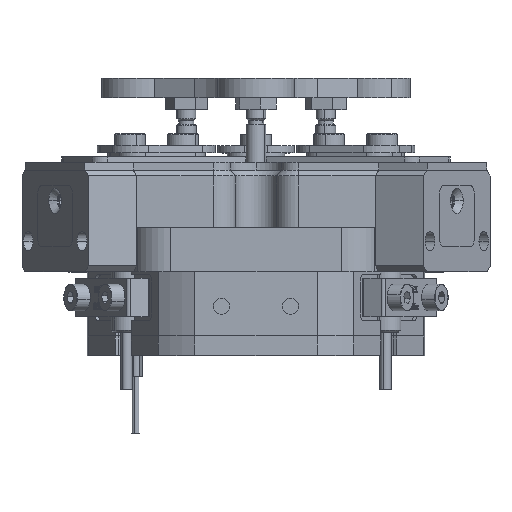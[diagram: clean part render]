
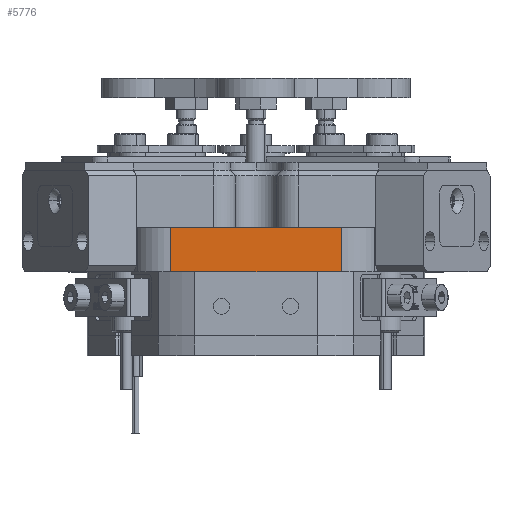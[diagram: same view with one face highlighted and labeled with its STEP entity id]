
A CAD part, top view. The second image highlights one B-rep face of the part: STEP entity #5776.
In plain terms, the highlighted planar face has unit normal (0, 0, 1).
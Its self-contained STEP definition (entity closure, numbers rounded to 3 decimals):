
#58 = DIRECTION ( 'NONE',  ( 0., 0., 1. ) ) ;
#3908 = VECTOR ( 'NONE', #45832, 1000. ) ;
#5567 = EDGE_CURVE ( 'NONE', #38868, #55094, #20063, .T. ) ;
#5767 = LINE ( 'NONE', #54476, #44762 ) ;
#5776 = ADVANCED_FACE ( 'NONE', ( #32900 ), #15964, .T. ) ;
#6185 = VERTEX_POINT ( 'NONE', #52117 ) ;
#11818 = EDGE_LOOP ( 'NONE', ( #24877, #68088, #39350, #22897 ) ) ;
#13193 = EDGE_CURVE ( 'NONE', #19349, #6185, #5767, .T. ) ;
#15932 = LINE ( 'NONE', #63849, #59237 ) ;
#15964 = PLANE ( 'NONE',  #44427 ) ;
#19349 = VERTEX_POINT ( 'NONE', #41546 ) ;
#20063 = LINE ( 'NONE', #35211, #3908 ) ;
#22897 = ORIENTED_EDGE ( 'NONE', *, *, #13193, .T. ) ;
#24877 = ORIENTED_EDGE ( 'NONE', *, *, #42849, .T. ) ;
#28419 = DIRECTION ( 'NONE',  ( 0., 1., 0. ) ) ;
#32900 = FACE_OUTER_BOUND ( 'NONE', #11818, .T. ) ;
#33344 = CARTESIAN_POINT ( 'NONE',  ( -22.228, 28.2, 43.5 ) ) ;
#35211 = CARTESIAN_POINT ( 'NONE',  ( -22.228, -329.685, 43.5 ) ) ;
#37300 = DIRECTION ( 'NONE',  ( -1., 0., 0. ) ) ;
#38868 = VERTEX_POINT ( 'NONE', #33344 ) ;
#39350 = ORIENTED_EDGE ( 'NONE', *, *, #47511, .F. ) ;
#39621 = VECTOR ( 'NONE', #53850, 1000. ) ;
#41546 = CARTESIAN_POINT ( 'NONE',  ( 22.228, 16.7, 43.5 ) ) ;
#42849 = EDGE_CURVE ( 'NONE', #6185, #38868, #15932, .T. ) ;
#44427 = AXIS2_PLACEMENT_3D ( 'NONE', #65076, #58, #59307 ) ;
#44762 = VECTOR ( 'NONE', #28419, 1000. ) ;
#45832 = DIRECTION ( 'NONE',  ( 0., -1., 0. ) ) ;
#47511 = EDGE_CURVE ( 'NONE', #19349, #55094, #70257, .T. ) ;
#48427 = CARTESIAN_POINT ( 'NONE',  ( 75.344, 16.7, 43.5 ) ) ;
#49735 = CARTESIAN_POINT ( 'NONE',  ( -22.228, 16.7, 43.5 ) ) ;
#52117 = CARTESIAN_POINT ( 'NONE',  ( 22.228, 28.2, 43.5 ) ) ;
#53850 = DIRECTION ( 'NONE',  ( -1., 0., 0. ) ) ;
#54476 = CARTESIAN_POINT ( 'NONE',  ( 22.228, -329.685, 43.5 ) ) ;
#55094 = VERTEX_POINT ( 'NONE', #49735 ) ;
#59237 = VECTOR ( 'NONE', #37300, 1000. ) ;
#59307 = DIRECTION ( 'NONE',  ( 1., 0., 0. ) ) ;
#63849 = CARTESIAN_POINT ( 'NONE',  ( 75.344, 28.2, 43.5 ) ) ;
#65076 = CARTESIAN_POINT ( 'NONE',  ( 75.344, -329.685, 43.5 ) ) ;
#68088 = ORIENTED_EDGE ( 'NONE', *, *, #5567, .T. ) ;
#70257 = LINE ( 'NONE', #48427, #39621 ) ;
